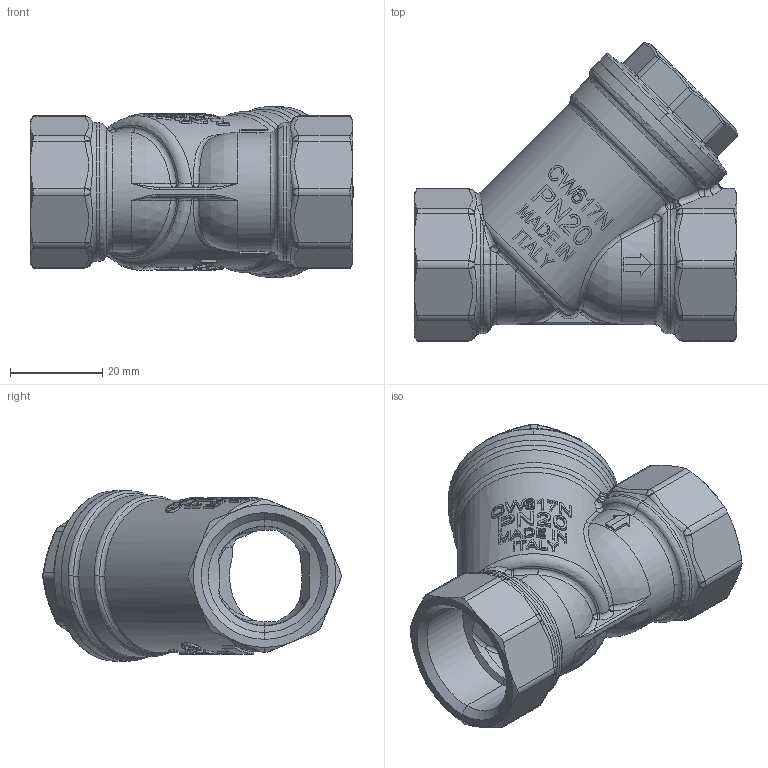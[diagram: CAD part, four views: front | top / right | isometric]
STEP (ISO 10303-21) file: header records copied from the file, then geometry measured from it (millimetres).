
FILE_DESCRIPTION (( 'STEP AP214' ), '1' );
FILE_NAME ('IT-STRAIN19205.STEP', '2018-09-24T08:22:36', ( '' ), ( '' ), 'SwSTEP 2.0', 'SolidWorks 2018', '' );
FILE_SCHEMA (( 'AUTOMOTIVE_DESIGN' ));
Length unit declared in the file: millimetre
Products named in the file (1): IT-STRAIN19205
Bounding box: 70.16 x 64.76 x 37 mm (x, y, z)
Surface area: 14950.5 mm2 (no closed solid volume)
Topology: 0 solids, 2 shells, 728 faces, 1843 edges, 1150 vertices
Faces by surface type: bspline 268, plane 261, cylinder 105, cone 44, torus 42, sphere 8
Entity records: 37497 total; most frequent: CARTESIAN_POINT 24925, ORIENTED_EDGE 3642, EDGE_CURVE 1835, B_SPLINE_CURVE_WITH_KNOTS 1691, VERTEX_POINT 1150, DIRECTION 922, EDGE_LOOP 772, FACE_OUTER_BOUND 728
